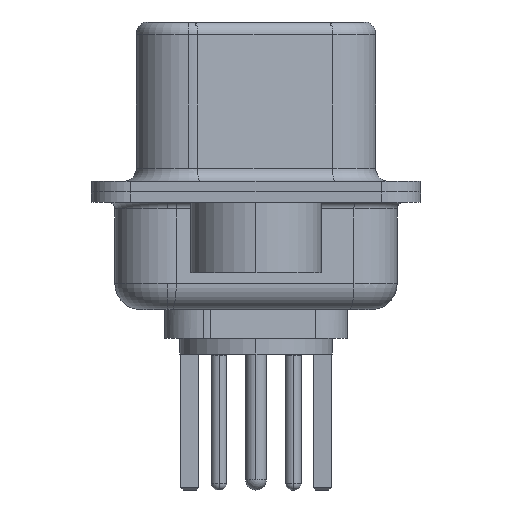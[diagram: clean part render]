
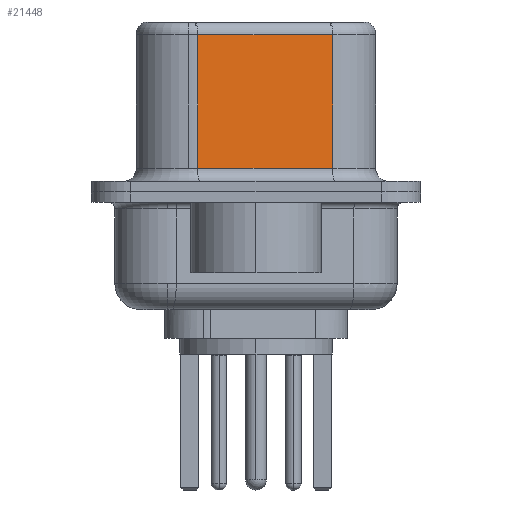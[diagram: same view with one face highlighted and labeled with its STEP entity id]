
A CAD part, left-side view. The second image highlights one B-rep face of the part: STEP entity #21448.
In plain terms, the highlighted planar face has unit normal (-0.985, -0.174, 0).
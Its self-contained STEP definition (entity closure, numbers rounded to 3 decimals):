
#367 = VECTOR ( 'NONE', #9169, 1000. ) ;
#694 = CARTESIAN_POINT ( 'NONE',  ( 3.67, 2.233, 6.52 ) ) ;
#918 = CARTESIAN_POINT ( 'NONE',  ( 4.58, -2.927, 6.02 ) ) ;
#1895 = LINE ( 'NONE', #694, #18503 ) ;
#3483 = CARTESIAN_POINT ( 'NONE',  ( 3.67, 2.233, 6.02 ) ) ;
#4906 = VERTEX_POINT ( 'NONE', #9915 ) ;
#6222 = CARTESIAN_POINT ( 'NONE',  ( 4.58, -2.927, 6.52 ) ) ;
#6228 = LINE ( 'NONE', #6980, #367 ) ;
#6980 = CARTESIAN_POINT ( 'NONE',  ( 4.58, -2.927, 0.9 ) ) ;
#7225 = VERTEX_POINT ( 'NONE', #918 ) ;
#8136 = LINE ( 'NONE', #6222, #24560 ) ;
#9169 = DIRECTION ( 'NONE',  ( 0.174, -0.985, 0. ) ) ;
#9915 = CARTESIAN_POINT ( 'NONE',  ( 3.67, 2.233, 0.9 ) ) ;
#10222 = AXIS2_PLACEMENT_3D ( 'NONE', #23783, #10939, #25944 ) ;
#10487 = CARTESIAN_POINT ( 'NONE',  ( 4.58, -2.927, 6.02 ) ) ;
#10939 = DIRECTION ( 'NONE',  ( 0.985, 0.174, 0. ) ) ;
#11845 = VECTOR ( 'NONE', #12533, 1000. ) ;
#12509 = LINE ( 'NONE', #10487, #11845 ) ;
#12533 = DIRECTION ( 'NONE',  ( -0.174, 0.985, 0. ) ) ;
#14412 = EDGE_CURVE ( 'NONE', #7225, #14857, #12509, .T. ) ;
#14837 = CARTESIAN_POINT ( 'NONE',  ( 4.58, -2.927, 0.9 ) ) ;
#14857 = VERTEX_POINT ( 'NONE', #3483 ) ;
#15708 = ORIENTED_EDGE ( 'NONE', *, *, #24239, .T. ) ;
#15915 = DIRECTION ( 'NONE',  ( 0., 0., -1. ) ) ;
#16609 = FACE_OUTER_BOUND ( 'NONE', #22924, .T. ) ;
#18503 = VECTOR ( 'NONE', #15915, 1000. ) ;
#19054 = EDGE_CURVE ( 'NONE', #4906, #22693, #6228, .T. ) ;
#19126 = DIRECTION ( 'NONE',  ( 0., 0., -1. ) ) ;
#21448 = ADVANCED_FACE ( 'NONE', ( #16609 ), #21651, .F. ) ;
#21651 = PLANE ( 'NONE',  #10222 ) ;
#22693 = VERTEX_POINT ( 'NONE', #14837 ) ;
#22924 = EDGE_LOOP ( 'NONE', ( #23431, #26029, #15708, #23235 ) ) ;
#23235 = ORIENTED_EDGE ( 'NONE', *, *, #19054, .T. ) ;
#23341 = EDGE_CURVE ( 'NONE', #7225, #22693, #8136, .T. ) ;
#23431 = ORIENTED_EDGE ( 'NONE', *, *, #23341, .F. ) ;
#23783 = CARTESIAN_POINT ( 'NONE',  ( 4.58, -2.927, 6.52 ) ) ;
#24239 = EDGE_CURVE ( 'NONE', #14857, #4906, #1895, .T. ) ;
#24560 = VECTOR ( 'NONE', #19126, 1000. ) ;
#25944 = DIRECTION ( 'NONE',  ( -0.174, 0.985, 0. ) ) ;
#26029 = ORIENTED_EDGE ( 'NONE', *, *, #14412, .T. ) ;
